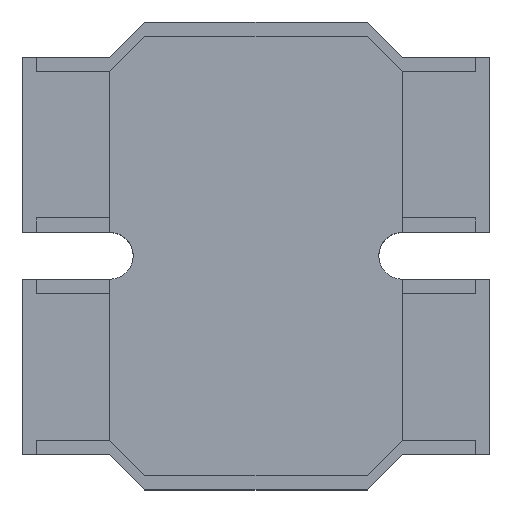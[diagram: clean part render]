
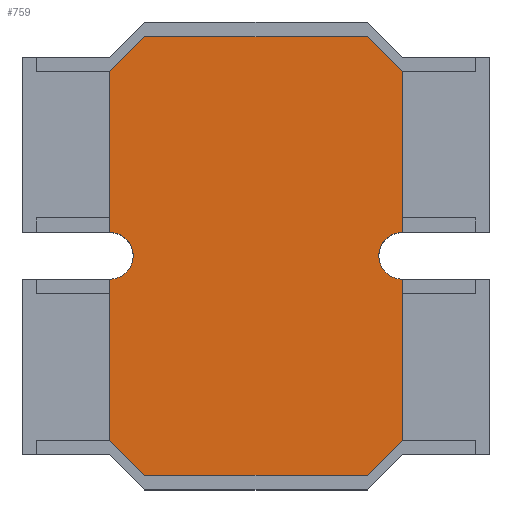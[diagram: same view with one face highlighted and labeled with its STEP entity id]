
A CAD part, top view. The second image highlights one B-rep face of the part: STEP entity #759.
In plain terms, the highlighted planar face has unit normal (0, 0, 1).
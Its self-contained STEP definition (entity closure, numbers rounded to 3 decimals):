
#723 = EDGE_CURVE('',#724,#726,#728,.T.);
#724 = VERTEX_POINT('',#725);
#725 = CARTESIAN_POINT('',(0.5,-0.63,0.6));
#726 = VERTEX_POINT('',#727);
#727 = CARTESIAN_POINT('',(0.5,-0.08,0.6));
#728 = LINE('',#729,#730);
#729 = CARTESIAN_POINT('',(0.5,-0.68,0.6));
#730 = VECTOR('',#731,1.);
#731 = DIRECTION('',(0.,1.,0.));
#759 = ADVANCED_FACE('',(#760),#860,.T.);
#760 = FACE_BOUND('',#761,.T.);
#761 = EDGE_LOOP('',(#762,#772,#780,#786,#787,#796,#805,#813,#821,#829,
    #837,#845,#854));
#762 = ORIENTED_EDGE('',*,*,#763,.F.);
#763 = EDGE_CURVE('',#764,#766,#768,.T.);
#764 = VERTEX_POINT('',#765);
#765 = CARTESIAN_POINT('',(-0.38,-0.75,0.6));
#766 = VERTEX_POINT('',#767);
#767 = CARTESIAN_POINT('',(-0.5,-0.63,0.6));
#768 = LINE('',#769,#770);
#769 = CARTESIAN_POINT('',(-0.5,-0.63,0.6));
#770 = VECTOR('',#771,1.);
#771 = DIRECTION('',(-0.707,0.707,0.)
  );
#772 = ORIENTED_EDGE('',*,*,#773,.F.);
#773 = EDGE_CURVE('',#774,#764,#776,.T.);
#774 = VERTEX_POINT('',#775);
#775 = CARTESIAN_POINT('',(0.38,-0.75,0.6));
#776 = LINE('',#777,#778);
#777 = CARTESIAN_POINT('',(-0.38,-0.75,0.6));
#778 = VECTOR('',#779,1.);
#779 = DIRECTION('',(-1.,0.,0.));
#780 = ORIENTED_EDGE('',*,*,#781,.F.);
#781 = EDGE_CURVE('',#724,#774,#782,.T.);
#782 = LINE('',#783,#784);
#783 = CARTESIAN_POINT('',(0.38,-0.75,0.6));
#784 = VECTOR('',#785,1.);
#785 = DIRECTION('',(-0.707,-0.707,0.
    ));
#786 = ORIENTED_EDGE('',*,*,#723,.T.);
#787 = ORIENTED_EDGE('',*,*,#788,.T.);
#788 = EDGE_CURVE('',#726,#789,#791,.T.);
#789 = VERTEX_POINT('',#790);
#790 = CARTESIAN_POINT('',(0.42,0.,0.6));
#791 = CIRCLE('',#792,0.08);
#792 = AXIS2_PLACEMENT_3D('',#793,#794,#795);
#793 = CARTESIAN_POINT('',(0.5,0.,0.6));
#794 = DIRECTION('',(0.,0.,-1.));
#795 = DIRECTION('',(1.,0.,0.));
#796 = ORIENTED_EDGE('',*,*,#797,.T.);
#797 = EDGE_CURVE('',#789,#798,#800,.T.);
#798 = VERTEX_POINT('',#799);
#799 = CARTESIAN_POINT('',(0.5,0.08,0.6));
#800 = CIRCLE('',#801,0.08);
#801 = AXIS2_PLACEMENT_3D('',#802,#803,#804);
#802 = CARTESIAN_POINT('',(0.5,0.,0.6));
#803 = DIRECTION('',(0.,0.,-1.));
#804 = DIRECTION('',(1.,0.,0.));
#805 = ORIENTED_EDGE('',*,*,#806,.T.);
#806 = EDGE_CURVE('',#798,#807,#809,.T.);
#807 = VERTEX_POINT('',#808);
#808 = CARTESIAN_POINT('',(0.5,0.63,0.6));
#809 = LINE('',#810,#811);
#810 = CARTESIAN_POINT('',(0.5,0.08,0.6));
#811 = VECTOR('',#812,1.);
#812 = DIRECTION('',(0.,1.,0.));
#813 = ORIENTED_EDGE('',*,*,#814,.F.);
#814 = EDGE_CURVE('',#815,#807,#817,.T.);
#815 = VERTEX_POINT('',#816);
#816 = CARTESIAN_POINT('',(0.38,0.75,0.6));
#817 = LINE('',#818,#819);
#818 = CARTESIAN_POINT('',(0.38,0.75,0.6));
#819 = VECTOR('',#820,1.);
#820 = DIRECTION('',(0.707,-0.707,0.)
  );
#821 = ORIENTED_EDGE('',*,*,#822,.F.);
#822 = EDGE_CURVE('',#823,#815,#825,.T.);
#823 = VERTEX_POINT('',#824);
#824 = CARTESIAN_POINT('',(-0.38,0.75,0.6));
#825 = LINE('',#826,#827);
#826 = CARTESIAN_POINT('',(-0.38,0.75,0.6));
#827 = VECTOR('',#828,1.);
#828 = DIRECTION('',(1.,0.,0.));
#829 = ORIENTED_EDGE('',*,*,#830,.F.);
#830 = EDGE_CURVE('',#831,#823,#833,.T.);
#831 = VERTEX_POINT('',#832);
#832 = CARTESIAN_POINT('',(-0.5,0.63,0.6));
#833 = LINE('',#834,#835);
#834 = CARTESIAN_POINT('',(-0.5,0.63,0.6));
#835 = VECTOR('',#836,1.);
#836 = DIRECTION('',(0.707,0.707,0.));
#837 = ORIENTED_EDGE('',*,*,#838,.T.);
#838 = EDGE_CURVE('',#831,#839,#841,.T.);
#839 = VERTEX_POINT('',#840);
#840 = CARTESIAN_POINT('',(-0.5,0.08,0.6));
#841 = LINE('',#842,#843);
#842 = CARTESIAN_POINT('',(-0.5,0.08,0.6));
#843 = VECTOR('',#844,1.);
#844 = DIRECTION('',(0.,-1.,0.));
#845 = ORIENTED_EDGE('',*,*,#846,.T.);
#846 = EDGE_CURVE('',#839,#847,#849,.T.);
#847 = VERTEX_POINT('',#848);
#848 = CARTESIAN_POINT('',(-0.5,-0.08,0.6));
#849 = CIRCLE('',#850,0.08);
#850 = AXIS2_PLACEMENT_3D('',#851,#852,#853);
#851 = CARTESIAN_POINT('',(-0.5,0.,0.6));
#852 = DIRECTION('',(0.,0.,-1.));
#853 = DIRECTION('',(1.,0.,0.));
#854 = ORIENTED_EDGE('',*,*,#855,.T.);
#855 = EDGE_CURVE('',#847,#766,#856,.T.);
#856 = LINE('',#857,#858);
#857 = CARTESIAN_POINT('',(-0.5,-0.68,0.6));
#858 = VECTOR('',#859,1.);
#859 = DIRECTION('',(0.,-1.,0.));
#860 = PLANE('',#861);
#861 = AXIS2_PLACEMENT_3D('',#862,#863,#864);
#862 = CARTESIAN_POINT('',(0.5,0.,0.6));
#863 = DIRECTION('',(0.,0.,1.));
#864 = DIRECTION('',(1.,0.,0.));
